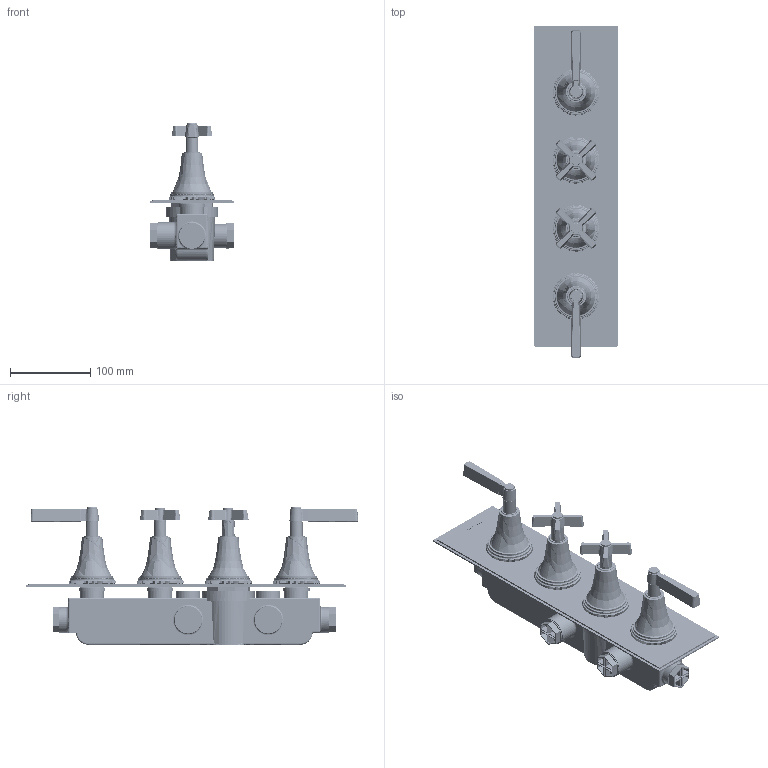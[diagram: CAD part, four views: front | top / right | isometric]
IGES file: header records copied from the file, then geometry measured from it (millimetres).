
Global section: file name: V606-TM; native system: Autodesk Inventor 2018; preprocessor: unknown; author: rclarke; date: 20171021.111316; units: millimetre
Bounding box: 105 x 414.4 x 171.5 mm (x, y, z)
Volume: 1303064.2 mm3; surface area: 473408.6 mm2
Topology: 93 solids, 110 shells, 6008 faces, 15038 edges, 9445 vertices
Faces by surface type: bspline 6008
